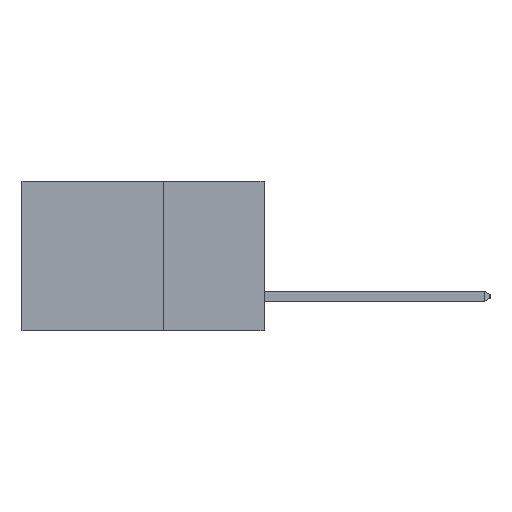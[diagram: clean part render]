
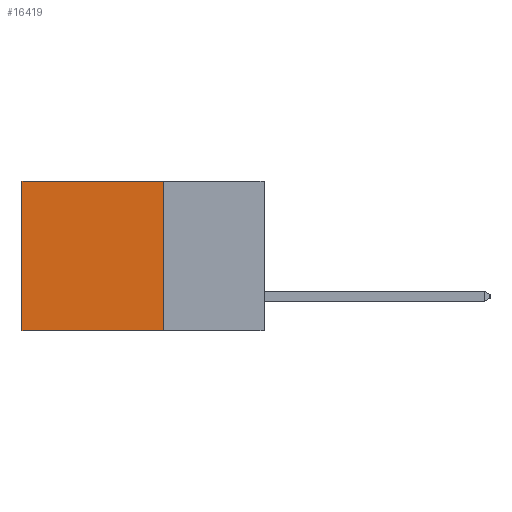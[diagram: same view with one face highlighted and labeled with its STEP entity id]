
A CAD part, left-side view. The second image highlights one B-rep face of the part: STEP entity #16419.
In plain terms, the highlighted planar face has unit normal (-1, 0, 0).
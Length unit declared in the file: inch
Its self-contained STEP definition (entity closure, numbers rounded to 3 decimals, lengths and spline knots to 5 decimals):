
#386 = DIRECTION ( 'NONE',  ( 0., 1., 0. ) ) ;
#514 = CARTESIAN_POINT ( 'NONE',  ( 0.2615, 0.25, -0.37 ) ) ;
#1630 = ORIENTED_EDGE ( 'NONE', *, *, #7637, .F. ) ;
#2494 = CARTESIAN_POINT ( 'NONE',  ( 0.2615, 0.25, -0.37 ) ) ;
#3160 = VECTOR ( 'NONE', #11634, 39.37008 ) ;
#3966 = EDGE_CURVE ( 'NONE', #19832, #4658, #20165, .T. ) ;
#4170 = DIRECTION ( 'NONE',  ( 0., 0., -1. ) ) ;
#4201 = CARTESIAN_POINT ( 'NONE',  ( 0.2615, 0.25, -0.37 ) ) ;
#4585 = EDGE_LOOP ( 'NONE', ( #9231, #1630, #10141, #8883 ) ) ;
#4658 = VERTEX_POINT ( 'NONE', #15780 ) ;
#6769 = VERTEX_POINT ( 'NONE', #11959 ) ;
#7157 = VECTOR ( 'NONE', #7773, 39.37008 ) ;
#7312 = EDGE_CURVE ( 'NONE', #6769, #19832, #21150, .T. ) ;
#7505 = CARTESIAN_POINT ( 'NONE',  ( 0.2615, 0.6, -0.37 ) ) ;
#7637 = EDGE_CURVE ( 'NONE', #19123, #4658, #18485, .T. ) ;
#7773 = DIRECTION ( 'NONE',  ( 0., 0., -1. ) ) ;
#7932 = CARTESIAN_POINT ( 'NONE',  ( 0.2615, 0.25, -0.37 ) ) ;
#8074 = AXIS2_PLACEMENT_3D ( 'NONE', #2494, #10015, #15511 ) ;
#8883 = ORIENTED_EDGE ( 'NONE', *, *, #7312, .T. ) ;
#9231 = ORIENTED_EDGE ( 'NONE', *, *, #3966, .T. ) ;
#10015 = DIRECTION ( 'NONE',  ( 1., 0., 0. ) ) ;
#10141 = ORIENTED_EDGE ( 'NONE', *, *, #13417, .F. ) ;
#11634 = DIRECTION ( 'NONE',  ( 0., 1., 0. ) ) ;
#11916 = CARTESIAN_POINT ( 'NONE',  ( 0.2615, 0.25, 0. ) ) ;
#11959 = CARTESIAN_POINT ( 'NONE',  ( 0.2615, 0.25, 0. ) ) ;
#12165 = LINE ( 'NONE', #4201, #15528 ) ;
#13417 = EDGE_CURVE ( 'NONE', #6769, #19123, #12165, .T. ) ;
#13859 = CARTESIAN_POINT ( 'NONE',  ( 0.2615, 0.6, 0. ) ) ;
#15511 = DIRECTION ( 'NONE',  ( 0., 0., -1. ) ) ;
#15528 = VECTOR ( 'NONE', #4170, 39.37008 ) ;
#15780 = CARTESIAN_POINT ( 'NONE',  ( 0.2615, 0.6, -0.37 ) ) ;
#16419 = ADVANCED_FACE ( 'NONE', ( #19371 ), #17523, .F. ) ;
#17523 = PLANE ( 'NONE',  #8074 ) ;
#17969 = VECTOR ( 'NONE', #386, 39.37008 ) ;
#18485 = LINE ( 'NONE', #514, #17969 ) ;
#19123 = VERTEX_POINT ( 'NONE', #7932 ) ;
#19371 = FACE_OUTER_BOUND ( 'NONE', #4585, .T. ) ;
#19832 = VERTEX_POINT ( 'NONE', #13859 ) ;
#20165 = LINE ( 'NONE', #7505, #7157 ) ;
#21150 = LINE ( 'NONE', #11916, #3160 ) ;
